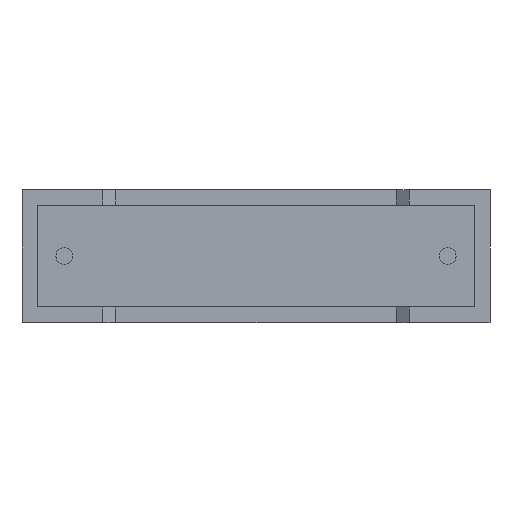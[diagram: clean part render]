
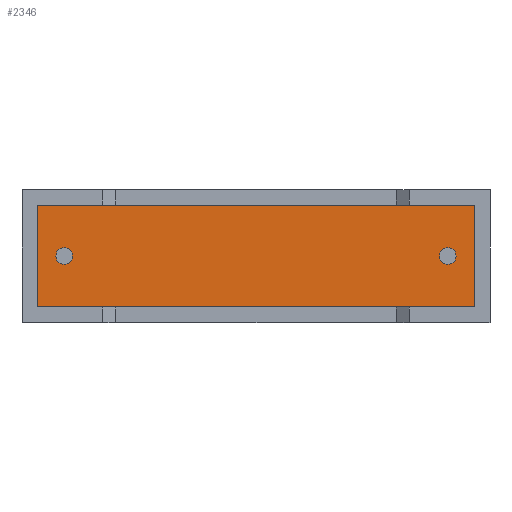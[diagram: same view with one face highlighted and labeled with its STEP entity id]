
A CAD part, front view. The second image highlights one B-rep face of the part: STEP entity #2346.
In plain terms, the highlighted planar face has unit normal (0, -1, 0).
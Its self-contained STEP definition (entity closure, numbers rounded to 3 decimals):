
#15 = ORIENTED_EDGE ( 'NONE', *, *, #1004, .F. ) ;
#87 = DIRECTION ( 'NONE',  ( 0., 0., -1. ) ) ;
#157 = CARTESIAN_POINT ( 'NONE',  ( 0.61, 0.75, 4.59 ) ) ;
#194 = DIRECTION ( 'NONE',  ( -1., 0., 0. ) ) ;
#269 = CIRCLE ( 'NONE', #2462, 0.325 ) ;
#385 = DIRECTION ( 'NONE',  ( 0., 0., -1. ) ) ;
#465 = VECTOR ( 'NONE', #1536, 1000. ) ;
#586 = EDGE_CURVE ( 'NONE', #2132, #1040, #2210, .T. ) ;
#607 = LINE ( 'NONE', #1548, #2330 ) ;
#680 = CIRCLE ( 'NONE', #893, 0.325 ) ;
#682 = AXIS2_PLACEMENT_3D ( 'NONE', #2061, #2513, #1098 ) ;
#689 = ORIENTED_EDGE ( 'NONE', *, *, #2336, .F. ) ;
#718 = VERTEX_POINT ( 'NONE', #2979 ) ;
#725 = EDGE_CURVE ( 'NONE', #2405, #2132, #2461, .T. ) ;
#767 = EDGE_CURVE ( 'NONE', #2581, #2405, #607, .T. ) ;
#845 = DIRECTION ( 'NONE',  ( 0., -1., 0. ) ) ;
#893 = AXIS2_PLACEMENT_3D ( 'NONE', #2237, #917, #2686 ) ;
#917 = DIRECTION ( 'NONE',  ( 0., -1., 0. ) ) ;
#1004 = EDGE_CURVE ( 'NONE', #2854, #2469, #269, .T. ) ;
#1040 = VERTEX_POINT ( 'NONE', #1725 ) ;
#1049 = CARTESIAN_POINT ( 'NONE',  ( 0., 0.75, 0. ) ) ;
#1059 = CARTESIAN_POINT ( 'NONE',  ( 0.61, 0.75, 0.61 ) ) ;
#1073 = LINE ( 'NONE', #1338, #2875 ) ;
#1098 = DIRECTION ( 'NONE',  ( 0., 0., -1. ) ) ;
#1131 = EDGE_LOOP ( 'NONE', ( #2261, #15 ) ) ;
#1172 = EDGE_CURVE ( 'NONE', #1040, #2581, #1073, .T. ) ;
#1241 = CARTESIAN_POINT ( 'NONE',  ( 0.61, 0.75, 4.59 ) ) ;
#1279 = CIRCLE ( 'NONE', #682, 0.325 ) ;
#1338 = CARTESIAN_POINT ( 'NONE',  ( 17.69, 0.75, 0.61 ) ) ;
#1439 = EDGE_CURVE ( 'NONE', #2469, #2854, #1279, .T. ) ;
#1464 = DIRECTION ( 'NONE',  ( 0., -1., 0. ) ) ;
#1482 = VECTOR ( 'NONE', #2970, 1000. ) ;
#1519 = CARTESIAN_POINT ( 'NONE',  ( 1.65, 0.75, 2.6 ) ) ;
#1536 = DIRECTION ( 'NONE',  ( 0., 0., -1. ) ) ;
#1541 = CARTESIAN_POINT ( 'NONE',  ( 1.65, 0.75, 2.275 ) ) ;
#1548 = CARTESIAN_POINT ( 'NONE',  ( 17.69, 0.75, 4.59 ) ) ;
#1615 = AXIS2_PLACEMENT_3D ( 'NONE', #2923, #845, #3001 ) ;
#1622 = EDGE_CURVE ( 'NONE', #1995, #718, #680, .T. ) ;
#1725 = CARTESIAN_POINT ( 'NONE',  ( 17.69, 0.75, 0.61 ) ) ;
#1730 = DIRECTION ( 'NONE',  ( 0., -1., 0. ) ) ;
#1850 = ORIENTED_EDGE ( 'NONE', *, *, #1172, .T. ) ;
#1957 = ORIENTED_EDGE ( 'NONE', *, *, #586, .T. ) ;
#1979 = AXIS2_PLACEMENT_3D ( 'NONE', #1049, #1464, #87 ) ;
#1995 = VERTEX_POINT ( 'NONE', #2101 ) ;
#2061 = CARTESIAN_POINT ( 'NONE',  ( 1.65, 0.75, 2.6 ) ) ;
#2101 = CARTESIAN_POINT ( 'NONE',  ( 16.65, 0.75, 2.275 ) ) ;
#2127 = ORIENTED_EDGE ( 'NONE', *, *, #725, .T. ) ;
#2132 = VERTEX_POINT ( 'NONE', #1059 ) ;
#2157 = FACE_OUTER_BOUND ( 'NONE', #2338, .T. ) ;
#2210 = LINE ( 'NONE', #2478, #1482 ) ;
#2237 = CARTESIAN_POINT ( 'NONE',  ( 16.65, 0.75, 2.6 ) ) ;
#2255 = PLANE ( 'NONE',  #1979 ) ;
#2261 = ORIENTED_EDGE ( 'NONE', *, *, #1439, .F. ) ;
#2330 = VECTOR ( 'NONE', #194, 1000. ) ;
#2336 = EDGE_CURVE ( 'NONE', #718, #1995, #2382, .T. ) ;
#2338 = EDGE_LOOP ( 'NONE', ( #2127, #1957, #1850, #2819 ) ) ;
#2346 = ADVANCED_FACE ( 'NONE', ( #2635, #2157, #2826 ), #2255, .T. ) ;
#2382 = CIRCLE ( 'NONE', #1615, 0.325 ) ;
#2405 = VERTEX_POINT ( 'NONE', #1241 ) ;
#2411 = CARTESIAN_POINT ( 'NONE',  ( 17.69, 0.75, 4.59 ) ) ;
#2461 = LINE ( 'NONE', #157, #465 ) ;
#2462 = AXIS2_PLACEMENT_3D ( 'NONE', #1519, #1730, #385 ) ;
#2469 = VERTEX_POINT ( 'NONE', #2597 ) ;
#2478 = CARTESIAN_POINT ( 'NONE',  ( 0.61, 0.75, 0.61 ) ) ;
#2513 = DIRECTION ( 'NONE',  ( 0., -1., 0. ) ) ;
#2533 = EDGE_LOOP ( 'NONE', ( #689, #2639 ) ) ;
#2581 = VERTEX_POINT ( 'NONE', #2411 ) ;
#2597 = CARTESIAN_POINT ( 'NONE',  ( 1.65, 0.75, 2.925 ) ) ;
#2635 = FACE_BOUND ( 'NONE', #2533, .T. ) ;
#2639 = ORIENTED_EDGE ( 'NONE', *, *, #1622, .F. ) ;
#2686 = DIRECTION ( 'NONE',  ( 0., 0., -1. ) ) ;
#2742 = DIRECTION ( 'NONE',  ( 0., 0., 1. ) ) ;
#2819 = ORIENTED_EDGE ( 'NONE', *, *, #767, .T. ) ;
#2826 = FACE_BOUND ( 'NONE', #1131, .T. ) ;
#2854 = VERTEX_POINT ( 'NONE', #1541 ) ;
#2875 = VECTOR ( 'NONE', #2742, 1000. ) ;
#2923 = CARTESIAN_POINT ( 'NONE',  ( 16.65, 0.75, 2.6 ) ) ;
#2970 = DIRECTION ( 'NONE',  ( 1., 0., 0. ) ) ;
#2979 = CARTESIAN_POINT ( 'NONE',  ( 16.65, 0.75, 2.925 ) ) ;
#3001 = DIRECTION ( 'NONE',  ( 0., 0., -1. ) ) ;
